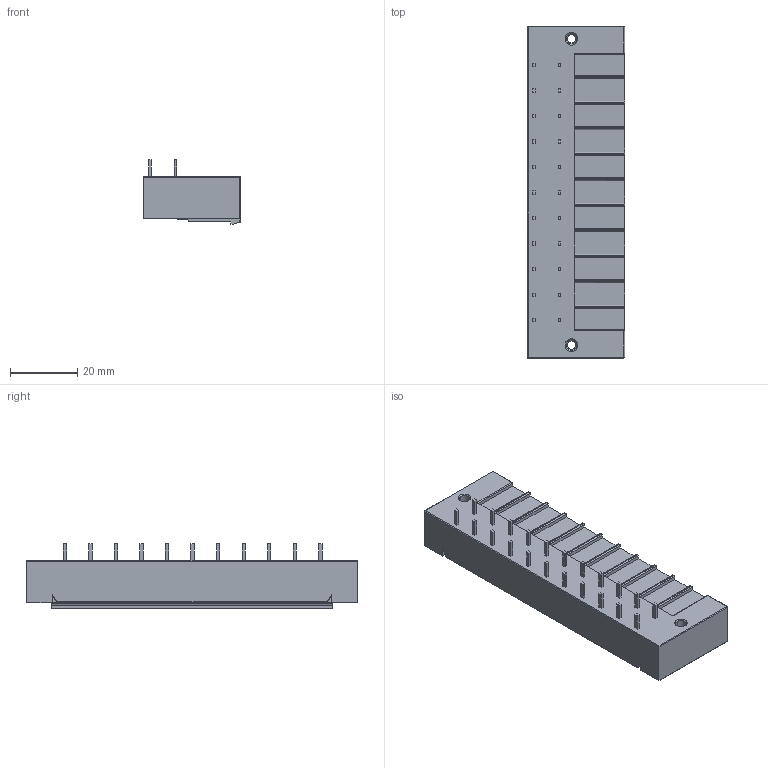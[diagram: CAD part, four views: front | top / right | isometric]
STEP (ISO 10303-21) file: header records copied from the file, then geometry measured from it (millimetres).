
FILE_DESCRIPTION((''),'2;1');
FILE_NAME('TLPHW-516R-','2024-09-11T16:01:41',('sheji'),(''),'CREO PARAMETRIC BY PTC INC, 2018100','CREO PARAMETRIC BY PTC INC, 2018100','');
FILE_SCHEMA(('CONFIG_CONTROL_DESIGN'));
Length unit declared in the file: millimetre
Products named in the file (1): TLPHW-516R-
Bounding box: 29 x 99.06 x 19.29 mm (x, y, z)
Volume: 24820.9 mm3; surface area: 17581.7 mm2
Topology: 1 solids, 1 shells, 894 faces, 2414 edges, 1574 vertices
Faces by surface type: plane 665, cylinder 202, cone 20, sphere 5, torus 2
Entity records: 27862 total; most frequent: CARTESIAN_POINT 5076, ORIENTED_EDGE 4828, DIRECTION 4553, EDGE_CURVE 2414, VECTOR 1985, LINE 1985, VERTEX_POINT 1574, AXIS2_PLACEMENT_3D 1284
